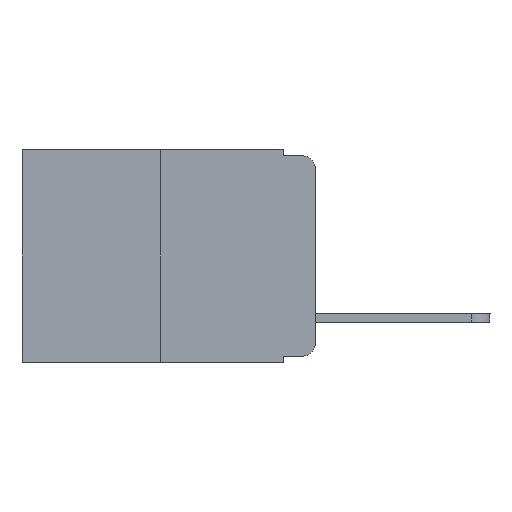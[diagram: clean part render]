
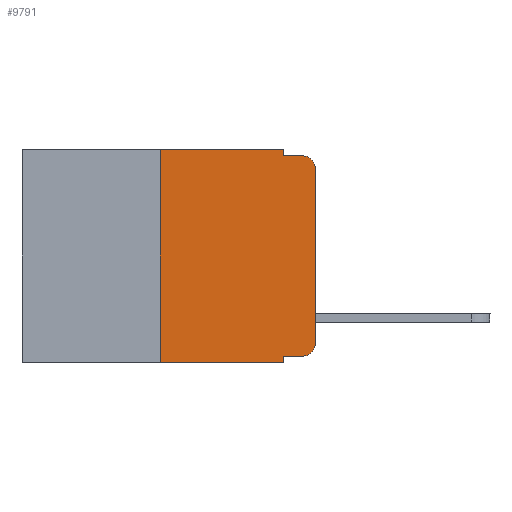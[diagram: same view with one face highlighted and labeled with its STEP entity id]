
A CAD part, left-side view. The second image highlights one B-rep face of the part: STEP entity #9791.
In plain terms, the highlighted planar face has unit normal (-1, 0, 0).
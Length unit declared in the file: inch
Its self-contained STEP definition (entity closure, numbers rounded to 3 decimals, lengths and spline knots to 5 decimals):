
#20 = CARTESIAN_POINT ( 'NONE',  ( 0., 0.051, -0.333 ) ) ;
#494 = EDGE_CURVE ( 'NONE', #18220, #17232, #4276, .T. ) ;
#1176 = DIRECTION ( 'NONE',  ( 0., 0., -1. ) ) ;
#1503 = EDGE_CURVE ( 'NONE', #19363, #8953, #2280, .T. ) ;
#1639 = CARTESIAN_POINT ( 'NONE',  ( 0., 0.051, 0. ) ) ;
#1645 = AXIS2_PLACEMENT_3D ( 'NONE', #14114, #3302, #6896 ) ;
#1692 = CARTESIAN_POINT ( 'NONE',  ( 0., 0.02, -0.333 ) ) ;
#1727 = ORIENTED_EDGE ( 'NONE', *, *, #494, .F. ) ;
#2156 = CARTESIAN_POINT ( 'NONE',  ( 0., 0.051, -0.01 ) ) ;
#2252 = CARTESIAN_POINT ( 'NONE',  ( 0., 0.02, -0.03 ) ) ;
#2280 = CIRCLE ( 'NONE', #1645, 0.02 ) ;
#2469 = CARTESIAN_POINT ( 'NONE',  ( 0., 0.051, -0.01 ) ) ;
#3202 = LINE ( 'NONE', #7292, #22755 ) ;
#3302 = DIRECTION ( 'NONE',  ( -1., 0., 0. ) ) ;
#3614 = ORIENTED_EDGE ( 'NONE', *, *, #18241, .T. ) ;
#3924 = DIRECTION ( 'NONE',  ( 1., 0., 0. ) ) ;
#4276 = LINE ( 'NONE', #2156, #21012 ) ;
#4596 = EDGE_CURVE ( 'NONE', #4947, #16923, #6194, .T. ) ;
#4947 = VERTEX_POINT ( 'NONE', #18310 ) ;
#4992 = CARTESIAN_POINT ( 'NONE',  ( 0., 0.473, -0.343 ) ) ;
#5020 = VECTOR ( 'NONE', #1176, 39.37008 ) ;
#5316 = EDGE_CURVE ( 'NONE', #16024, #17232, #7007, .T. ) ;
#5614 = VECTOR ( 'NONE', #10314, 39.37008 ) ;
#5645 = PLANE ( 'NONE',  #15071 ) ;
#5933 = EDGE_CURVE ( 'NONE', #6039, #7447, #7250, .T. ) ;
#6039 = VERTEX_POINT ( 'NONE', #19354 ) ;
#6194 = LINE ( 'NONE', #12042, #5614 ) ;
#6200 = DIRECTION ( 'NONE',  ( 0., -1., 0. ) ) ;
#6576 = DIRECTION ( 'NONE',  ( 0., 0., 1. ) ) ;
#6583 = ORIENTED_EDGE ( 'NONE', *, *, #4596, .F. ) ;
#6720 = VECTOR ( 'NONE', #17191, 39.37008 ) ;
#6896 = DIRECTION ( 'NONE',  ( 0., 0., -1. ) ) ;
#6920 = AXIS2_PLACEMENT_3D ( 'NONE', #2252, #16577, #14818 ) ;
#7007 = CIRCLE ( 'NONE', #6920, 0.02 ) ;
#7250 = LINE ( 'NONE', #4992, #13785 ) ;
#7292 = CARTESIAN_POINT ( 'NONE',  ( 0., 0.051, 0. ) ) ;
#7447 = VERTEX_POINT ( 'NONE', #15017 ) ;
#7562 = DIRECTION ( 'NONE',  ( 0., -1., 0. ) ) ;
#7680 = CARTESIAN_POINT ( 'NONE',  ( 0., 0., -0.313 ) ) ;
#8391 = CARTESIAN_POINT ( 'NONE',  ( 0., 0.25, 0. ) ) ;
#8640 = FACE_OUTER_BOUND ( 'NONE', #12038, .T. ) ;
#8953 = VERTEX_POINT ( 'NONE', #7680 ) ;
#9506 = CARTESIAN_POINT ( 'NONE',  ( 0., 0.02, -0.01 ) ) ;
#9791 = ADVANCED_FACE ( 'NONE', ( #8640 ), #5645, .F. ) ;
#10190 = ORIENTED_EDGE ( 'NONE', *, *, #22767, .F. ) ;
#10314 = DIRECTION ( 'NONE',  ( 0., -1., 0. ) ) ;
#10695 = ORIENTED_EDGE ( 'NONE', *, *, #23051, .F. ) ;
#11015 = EDGE_CURVE ( 'NONE', #13930, #19363, #12531, .T. ) ;
#11540 = LINE ( 'NONE', #20502, #6720 ) ;
#11811 = LINE ( 'NONE', #20903, #5020 ) ;
#11833 = ORIENTED_EDGE ( 'NONE', *, *, #1503, .T. ) ;
#11930 = CARTESIAN_POINT ( 'NONE',  ( 0., 0., -0.03 ) ) ;
#12038 = EDGE_LOOP ( 'NONE', ( #3614, #20812, #1727, #10190, #6583, #10695, #17192, #17680, #22971, #11833 ) ) ;
#12042 = CARTESIAN_POINT ( 'NONE',  ( 0., 0.473, 0. ) ) ;
#12531 = LINE ( 'NONE', #18802, #15700 ) ;
#12775 = CARTESIAN_POINT ( 'NONE',  ( 0., 0.473, 0. ) ) ;
#12849 = DIRECTION ( 'NONE',  ( 0., 0., -1. ) ) ;
#13785 = VECTOR ( 'NONE', #17694, 39.37008 ) ;
#13930 = VERTEX_POINT ( 'NONE', #20 ) ;
#14114 = CARTESIAN_POINT ( 'NONE',  ( 0., 0.02, -0.313 ) ) ;
#14512 = DIRECTION ( 'NONE',  ( 0., 0., -1. ) ) ;
#14818 = DIRECTION ( 'NONE',  ( 0., 0., -1. ) ) ;
#15017 = CARTESIAN_POINT ( 'NONE',  ( 0., 0.051, -0.343 ) ) ;
#15071 = AXIS2_PLACEMENT_3D ( 'NONE', #12775, #3924, #12849 ) ;
#15700 = VECTOR ( 'NONE', #6200, 39.37008 ) ;
#16024 = VERTEX_POINT ( 'NONE', #11930 ) ;
#16488 = LINE ( 'NONE', #8391, #18741 ) ;
#16577 = DIRECTION ( 'NONE',  ( -1., 0., 0. ) ) ;
#16923 = VERTEX_POINT ( 'NONE', #1639 ) ;
#17191 = DIRECTION ( 'NONE',  ( 0., 0., 1. ) ) ;
#17192 = ORIENTED_EDGE ( 'NONE', *, *, #5933, .T. ) ;
#17232 = VERTEX_POINT ( 'NONE', #9506 ) ;
#17680 = ORIENTED_EDGE ( 'NONE', *, *, #18413, .F. ) ;
#17694 = DIRECTION ( 'NONE',  ( 0., -1., 0. ) ) ;
#18220 = VERTEX_POINT ( 'NONE', #2469 ) ;
#18241 = EDGE_CURVE ( 'NONE', #8953, #16024, #11540, .T. ) ;
#18310 = CARTESIAN_POINT ( 'NONE',  ( 0., 0.25, 0. ) ) ;
#18413 = EDGE_CURVE ( 'NONE', #13930, #7447, #11811, .T. ) ;
#18741 = VECTOR ( 'NONE', #6576, 39.37008 ) ;
#18802 = CARTESIAN_POINT ( 'NONE',  ( 0., 0.051, -0.333 ) ) ;
#19354 = CARTESIAN_POINT ( 'NONE',  ( 0., 0.25, -0.343 ) ) ;
#19363 = VERTEX_POINT ( 'NONE', #1692 ) ;
#20502 = CARTESIAN_POINT ( 'NONE',  ( 0., 0., 0. ) ) ;
#20812 = ORIENTED_EDGE ( 'NONE', *, *, #5316, .T. ) ;
#20903 = CARTESIAN_POINT ( 'NONE',  ( 0., 0.051, 0. ) ) ;
#21012 = VECTOR ( 'NONE', #7562, 39.37008 ) ;
#22755 = VECTOR ( 'NONE', #14512, 39.37008 ) ;
#22767 = EDGE_CURVE ( 'NONE', #16923, #18220, #3202, .T. ) ;
#22971 = ORIENTED_EDGE ( 'NONE', *, *, #11015, .T. ) ;
#23051 = EDGE_CURVE ( 'NONE', #6039, #4947, #16488, .T. ) ;
